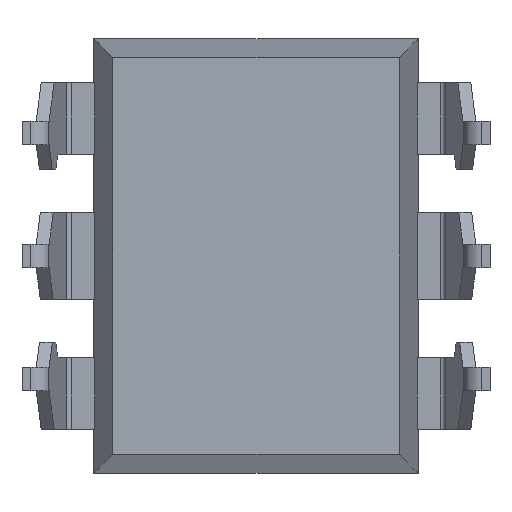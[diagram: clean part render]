
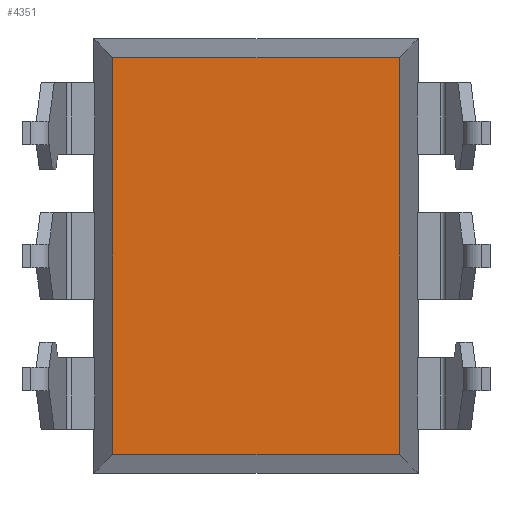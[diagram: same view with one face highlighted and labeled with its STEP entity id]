
A CAD part, front view. The second image highlights one B-rep face of the part: STEP entity #4351.
In plain terms, the highlighted planar face has unit normal (0, -1, 0).
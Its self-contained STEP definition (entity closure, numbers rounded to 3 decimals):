
#45 = VERTEX_POINT ( 'NONE', #1978 ) ;
#222 = CARTESIAN_POINT ( 'NONE',  ( 3.175, 0.38, -3.885 ) ) ;
#344 = CARTESIAN_POINT ( 'NONE',  ( 0., 0.38, 0. ) ) ;
#451 = VECTOR ( 'NONE', #640, 1000. ) ;
#618 = FACE_OUTER_BOUND ( 'NONE', #1969, .T. ) ;
#640 = DIRECTION ( 'NONE',  ( -1., 0., 0. ) ) ;
#804 = VECTOR ( 'NONE', #1300, 1000. ) ;
#923 = DIRECTION ( 'NONE',  ( 0., -1., 0. ) ) ;
#937 = EDGE_CURVE ( 'NONE', #45, #1766, #3125, .T. ) ;
#971 = VERTEX_POINT ( 'NONE', #2799 ) ;
#1143 = ORIENTED_EDGE ( 'NONE', *, *, #2910, .T. ) ;
#1237 = LINE ( 'NONE', #222, #804 ) ;
#1294 = PLANE ( 'NONE',  #3839 ) ;
#1300 = DIRECTION ( 'NONE',  ( 1., 0., 0. ) ) ;
#1446 = LINE ( 'NONE', #2457, #1703 ) ;
#1497 = DIRECTION ( 'NONE',  ( 0., 0., -1. ) ) ;
#1538 = CARTESIAN_POINT ( 'NONE',  ( -2.805, 0.38, -4.255 ) ) ;
#1633 = VERTEX_POINT ( 'NONE', #2909 ) ;
#1703 = VECTOR ( 'NONE', #2435, 1000. ) ;
#1766 = VERTEX_POINT ( 'NONE', #3783 ) ;
#1824 = ORIENTED_EDGE ( 'NONE', *, *, #937, .T. ) ;
#1969 = EDGE_LOOP ( 'NONE', ( #1824, #1980, #2789, #1143 ) ) ;
#1978 = CARTESIAN_POINT ( 'NONE',  ( -2.805, 0.38, 3.885 ) ) ;
#1980 = ORIENTED_EDGE ( 'NONE', *, *, #2719, .T. ) ;
#2255 = DIRECTION ( 'NONE',  ( 0., 0., -1. ) ) ;
#2435 = DIRECTION ( 'NONE',  ( 0., 0., 1. ) ) ;
#2457 = CARTESIAN_POINT ( 'NONE',  ( 2.805, 0.38, 4.255 ) ) ;
#2719 = EDGE_CURVE ( 'NONE', #1766, #1633, #1237, .T. ) ;
#2789 = ORIENTED_EDGE ( 'NONE', *, *, #2982, .T. ) ;
#2799 = CARTESIAN_POINT ( 'NONE',  ( 2.805, 0.38, 3.885 ) ) ;
#2909 = CARTESIAN_POINT ( 'NONE',  ( 2.805, 0.38, -3.885 ) ) ;
#2910 = EDGE_CURVE ( 'NONE', #971, #45, #3649, .T. ) ;
#2982 = EDGE_CURVE ( 'NONE', #1633, #971, #1446, .T. ) ;
#3125 = LINE ( 'NONE', #1538, #3294 ) ;
#3294 = VECTOR ( 'NONE', #1497, 1000. ) ;
#3339 = CARTESIAN_POINT ( 'NONE',  ( -3.175, 0.38, 3.885 ) ) ;
#3649 = LINE ( 'NONE', #3339, #451 ) ;
#3783 = CARTESIAN_POINT ( 'NONE',  ( -2.805, 0.38, -3.885 ) ) ;
#3839 = AXIS2_PLACEMENT_3D ( 'NONE', #344, #923, #2255 ) ;
#4351 = ADVANCED_FACE ( 'NONE', ( #618 ), #1294, .T. ) ;
